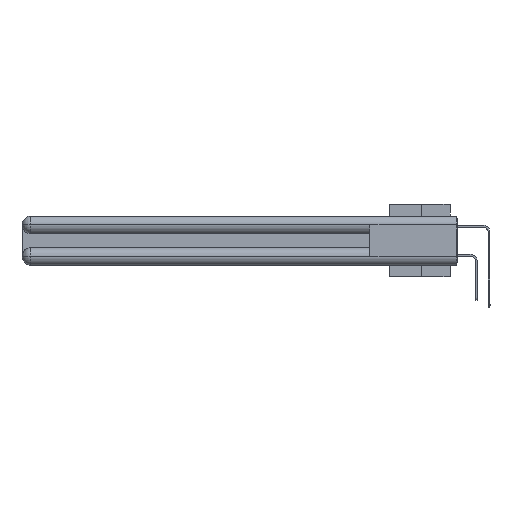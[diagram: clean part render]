
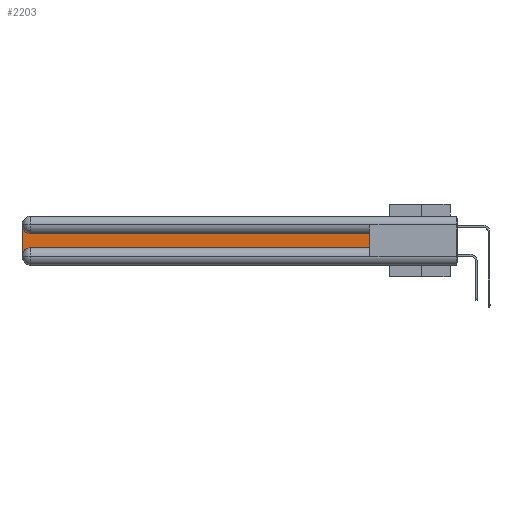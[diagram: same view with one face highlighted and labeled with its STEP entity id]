
A CAD part, left-side view. The second image highlights one B-rep face of the part: STEP entity #2203.
In plain terms, the highlighted planar face has unit normal (-1, 0, 0).
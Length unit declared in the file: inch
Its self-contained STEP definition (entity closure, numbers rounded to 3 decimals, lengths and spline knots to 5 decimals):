
#111 = VECTOR ( 'NONE', #27169, 39.37008 ) ;
#1208 = DIRECTION ( 'NONE',  ( 0., 0., -1. ) ) ;
#1688 = ORIENTED_EDGE ( 'NONE', *, *, #16084, .T. ) ;
#2203 = ADVANCED_FACE ( 'NONE', ( #17247 ), #5304, .F. ) ;
#2509 = DIRECTION ( 'NONE',  ( 0., 0., -1. ) ) ;
#3071 = DIRECTION ( 'NONE',  ( 1., 0., 0. ) ) ;
#3287 = CARTESIAN_POINT ( 'NONE',  ( 0.075, 2.94, -0.1225 ) ) ;
#3412 = EDGE_CURVE ( 'NONE', #33649, #9843, #13524, .T. ) ;
#4171 = DIRECTION ( 'NONE',  ( 1., 0., 0. ) ) ;
#4703 = CARTESIAN_POINT ( 'NONE',  ( 0.075, 3., -0.2175 ) ) ;
#5212 = CARTESIAN_POINT ( 'NONE',  ( 0.075, 0.6, -0.2175 ) ) ;
#5304 = PLANE ( 'NONE',  #25674 ) ;
#6352 = CARTESIAN_POINT ( 'NONE',  ( 0.075, 0.6, -0.1225 ) ) ;
#6387 = CARTESIAN_POINT ( 'NONE',  ( 0.075, 2.94, -0.2775 ) ) ;
#6863 = ORIENTED_EDGE ( 'NONE', *, *, #19707, .T. ) ;
#8337 = CIRCLE ( 'NONE', #23229, 0.06 ) ;
#8831 = VERTEX_POINT ( 'NONE', #24558 ) ;
#8936 = EDGE_CURVE ( 'NONE', #12376, #33649, #22490, .T. ) ;
#9843 = VERTEX_POINT ( 'NONE', #3287 ) ;
#10217 = VECTOR ( 'NONE', #30457, 39.37008 ) ;
#11094 = CARTESIAN_POINT ( 'NONE',  ( 0.075, 3., -0.1225 ) ) ;
#11309 = VERTEX_POINT ( 'NONE', #21235 ) ;
#12376 = VERTEX_POINT ( 'NONE', #5212 ) ;
#13198 = EDGE_LOOP ( 'NONE', ( #22404, #1688, #16538, #6863, #28532, #29606 ) ) ;
#13456 = VERTEX_POINT ( 'NONE', #25365 ) ;
#13524 = LINE ( 'NONE', #15983, #111 ) ;
#15983 = CARTESIAN_POINT ( 'NONE',  ( 0.075, 0.6, -0.1225 ) ) ;
#16084 = EDGE_CURVE ( 'NONE', #9843, #13456, #8337, .T. ) ;
#16538 = ORIENTED_EDGE ( 'NONE', *, *, #30425, .T. ) ;
#17247 = FACE_OUTER_BOUND ( 'NONE', #13198, .T. ) ;
#19707 = EDGE_CURVE ( 'NONE', #8831, #11309, #23706, .T. ) ;
#20495 = VECTOR ( 'NONE', #28468, 39.37008 ) ;
#20748 = DIRECTION ( 'NONE',  ( 1., 0., 0. ) ) ;
#21235 = CARTESIAN_POINT ( 'NONE',  ( 0.075, 2.94, -0.2175 ) ) ;
#21815 = VECTOR ( 'NONE', #22059, 39.37008 ) ;
#22059 = DIRECTION ( 'NONE',  ( 0., 0., -1. ) ) ;
#22404 = ORIENTED_EDGE ( 'NONE', *, *, #3412, .T. ) ;
#22490 = LINE ( 'NONE', #22686, #20495 ) ;
#22686 = CARTESIAN_POINT ( 'NONE',  ( 0.075, 0.6, -0.2175 ) ) ;
#22819 = LINE ( 'NONE', #33824, #10217 ) ;
#23229 = AXIS2_PLACEMENT_3D ( 'NONE', #33265, #4171, #1208 ) ;
#23706 = CIRCLE ( 'NONE', #24330, 0.06 ) ;
#24330 = AXIS2_PLACEMENT_3D ( 'NONE', #6387, #20748, #32127 ) ;
#24558 = CARTESIAN_POINT ( 'NONE',  ( 0.075, 3., -0.2775 ) ) ;
#25365 = CARTESIAN_POINT ( 'NONE',  ( 0.075, 3., -0.0625 ) ) ;
#25674 = AXIS2_PLACEMENT_3D ( 'NONE', #11094, #3071, #2509 ) ;
#27169 = DIRECTION ( 'NONE',  ( 0., 1., 0. ) ) ;
#28468 = DIRECTION ( 'NONE',  ( 0., 0., 1. ) ) ;
#28532 = ORIENTED_EDGE ( 'NONE', *, *, #33002, .T. ) ;
#29606 = ORIENTED_EDGE ( 'NONE', *, *, #8936, .T. ) ;
#30425 = EDGE_CURVE ( 'NONE', #13456, #8831, #36424, .T. ) ;
#30457 = DIRECTION ( 'NONE',  ( 0., -1., 0. ) ) ;
#32127 = DIRECTION ( 'NONE',  ( 0., 0., -1. ) ) ;
#33002 = EDGE_CURVE ( 'NONE', #11309, #12376, #22819, .T. ) ;
#33265 = CARTESIAN_POINT ( 'NONE',  ( 0.075, 2.94, -0.0625 ) ) ;
#33649 = VERTEX_POINT ( 'NONE', #6352 ) ;
#33824 = CARTESIAN_POINT ( 'NONE',  ( 0.075, 0.6, -0.2175 ) ) ;
#36424 = LINE ( 'NONE', #4703, #21815 ) ;
